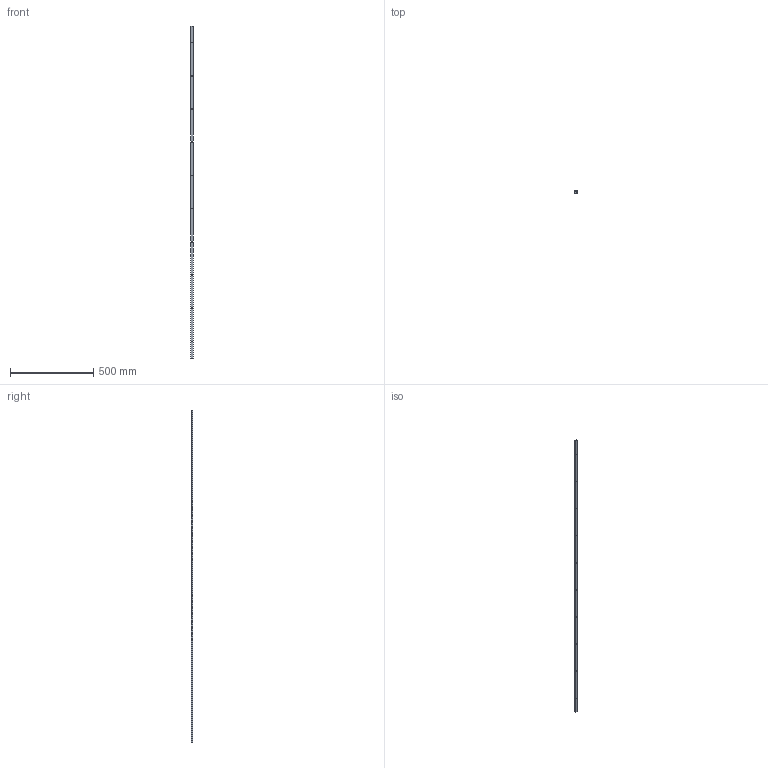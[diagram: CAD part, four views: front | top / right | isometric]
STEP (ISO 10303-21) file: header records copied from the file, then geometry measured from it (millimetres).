
FILE_DESCRIPTION (( 'STEP AP214' ), '1' );
FILE_NAME ('ÀÃÈÅ 026.00.001-01_Îñíîâàíèå 15õ10.STEP', '2016-06-14T11:27:41', ( '' ), ( '' ), 'SwSTEP 2.0', 'SolidWorks 2014', '' );
FILE_SCHEMA (( 'AUTOMOTIVE_DESIGN' ));
Length unit declared in the file: millimetre
Products named in the file (1): ÀÃÈÅ 026.00.001-01_Îñíîâàíèå 15õ10
Bounding box: 15 x 10 x 2000 mm (x, y, z)
Volume: 69713.3 mm3; surface area: 227491.7 mm2
Topology: 2 solids, 2 shells, 52 faces, 144 edges, 96 vertices
Faces by surface type: cylinder 26, plane 26
Entity records: 1763 total; most frequent: DIRECTION 302, CARTESIAN_POINT 293, ORIENTED_EDGE 288, EDGE_CURVE 144, AXIS2_PLACEMENT_3D 105, VERTEX_POINT 96, VECTOR 92, LINE 92
